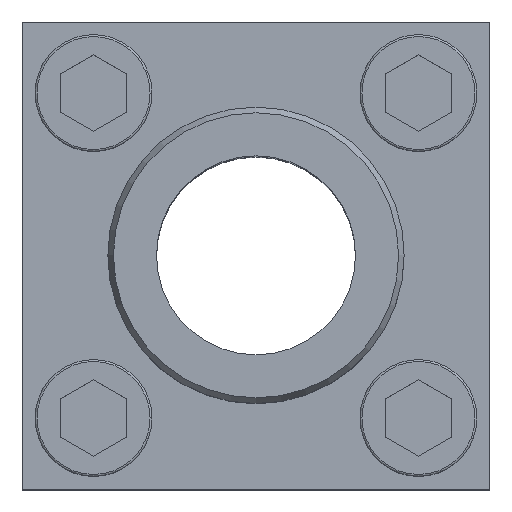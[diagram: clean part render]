
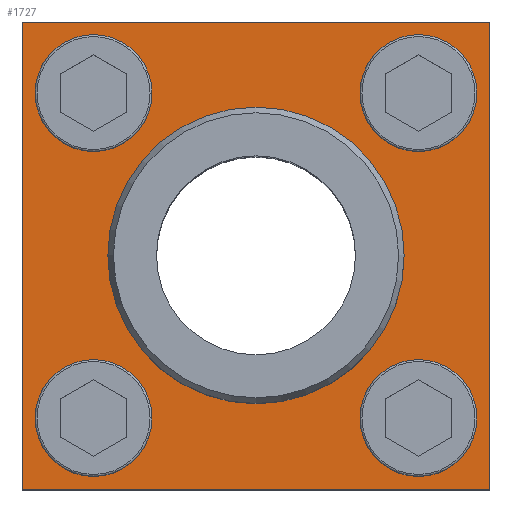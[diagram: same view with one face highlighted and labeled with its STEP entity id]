
A CAD part, top view. The second image highlights one B-rep face of the part: STEP entity #1727.
In plain terms, the highlighted planar face has unit normal (0, 0, 1).
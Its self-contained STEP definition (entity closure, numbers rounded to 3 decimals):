
#32=LINE('',#2548,#200);
#33=LINE('',#2551,#201);
#34=LINE('',#2553,#202);
#35=LINE('',#2555,#203);
#200=VECTOR('',#2041,1000.);
#201=VECTOR('',#2042,1000.);
#202=VECTOR('',#2043,1000.);
#203=VECTOR('',#2044,1000.);
#368=PLANE('',#1858);
#453=ORIENTED_EDGE('',*,*,#897,.T.);
#454=ORIENTED_EDGE('',*,*,#898,.T.);
#455=ORIENTED_EDGE('',*,*,#899,.F.);
#456=ORIENTED_EDGE('',*,*,#900,.T.);
#457=ORIENTED_EDGE('',*,*,#901,.T.);
#458=ORIENTED_EDGE('',*,*,#902,.T.);
#459=ORIENTED_EDGE('',*,*,#903,.T.);
#460=ORIENTED_EDGE('',*,*,#904,.T.);
#461=ORIENTED_EDGE('',*,*,#905,.T.);
#897=EDGE_CURVE('',#1119,#1119,#1285,.T.);
#898=EDGE_CURVE('',#1120,#1120,#1286,.T.);
#899=EDGE_CURVE('',#1121,#1121,#1287,.T.);
#900=EDGE_CURVE('',#1122,#1123,#32,.T.);
#901=EDGE_CURVE('',#1123,#1124,#33,.T.);
#902=EDGE_CURVE('',#1124,#1125,#34,.T.);
#903=EDGE_CURVE('',#1125,#1122,#35,.T.);
#904=EDGE_CURVE('',#1126,#1126,#1288,.T.);
#905=EDGE_CURVE('',#1127,#1127,#1289,.T.);
#1119=VERTEX_POINT('',#2543);
#1120=VERTEX_POINT('',#2545);
#1121=VERTEX_POINT('',#2547);
#1122=VERTEX_POINT('',#2549);
#1123=VERTEX_POINT('',#2550);
#1124=VERTEX_POINT('',#2552);
#1125=VERTEX_POINT('',#2554);
#1126=VERTEX_POINT('',#2557);
#1127=VERTEX_POINT('',#2559);
#1285=CIRCLE('',#1859,15.);
#1286=CIRCLE('',#1860,15.);
#1287=CIRCLE('',#1861,38.05);
#1288=CIRCLE('',#1862,15.);
#1289=CIRCLE('',#1863,15.);
#1339=EDGE_LOOP('',(#453));
#1340=EDGE_LOOP('',(#454));
#1341=EDGE_LOOP('',(#455));
#1342=EDGE_LOOP('',(#456,#457,#458,#459));
#1343=EDGE_LOOP('',(#460));
#1344=EDGE_LOOP('',(#461));
#1523=FACE_BOUND('',#1339,.T.);
#1524=FACE_BOUND('',#1340,.T.);
#1525=FACE_BOUND('',#1341,.T.);
#1526=FACE_BOUND('',#1342,.T.);
#1527=FACE_BOUND('',#1343,.T.);
#1528=FACE_BOUND('',#1344,.T.);
#1727=ADVANCED_FACE('',(#1523,#1524,#1525,#1526,#1527,#1528),#368,.T.);
#1858=AXIS2_PLACEMENT_3D('',#2541,#2033,#2034);
#1859=AXIS2_PLACEMENT_3D('',#2542,#2035,#2036);
#1860=AXIS2_PLACEMENT_3D('',#2544,#2037,#2038);
#1861=AXIS2_PLACEMENT_3D('',#2546,#2039,#2040);
#1862=AXIS2_PLACEMENT_3D('',#2556,#2045,#2046);
#1863=AXIS2_PLACEMENT_3D('',#2558,#2047,#2048);
#2033=DIRECTION('',(0.,0.,1.));
#2034=DIRECTION('',(1.,0.,0.));
#2035=DIRECTION('',(0.,0.,-1.));
#2036=DIRECTION('',(-1.,0.,0.));
#2037=DIRECTION('',(0.,0.,-1.));
#2038=DIRECTION('',(-1.,0.,0.));
#2039=DIRECTION('',(0.,0.,1.));
#2040=DIRECTION('',(1.,0.,0.));
#2041=DIRECTION('',(0.,-1.,0.));
#2042=DIRECTION('',(1.,0.,0.));
#2043=DIRECTION('',(0.,1.,0.));
#2044=DIRECTION('',(-1.,0.,0.));
#2045=DIRECTION('',(0.,0.,-1.));
#2046=DIRECTION('',(-1.,0.,0.));
#2047=DIRECTION('',(0.,0.,-1.));
#2048=DIRECTION('',(-1.,0.,0.));
#2541=CARTESIAN_POINT('',(0.,0.,52.));
#2542=CARTESIAN_POINT('',(-41.719,-41.719,52.));
#2543=CARTESIAN_POINT('',(-56.719,-41.719,52.));
#2544=CARTESIAN_POINT('',(41.719,41.719,52.));
#2545=CARTESIAN_POINT('',(26.719,41.719,52.));
#2546=CARTESIAN_POINT('',(0.,0.,52.));
#2547=CARTESIAN_POINT('',(38.05,0.,52.));
#2548=CARTESIAN_POINT('',(-60.,60.,52.));
#2549=CARTESIAN_POINT('',(-60.,60.,52.));
#2550=CARTESIAN_POINT('',(-60.,-60.,52.));
#2551=CARTESIAN_POINT('',(-60.,-60.,52.));
#2552=CARTESIAN_POINT('',(60.,-60.,52.));
#2553=CARTESIAN_POINT('',(60.,-60.,52.));
#2554=CARTESIAN_POINT('',(60.,60.,52.));
#2555=CARTESIAN_POINT('',(60.,60.,52.));
#2556=CARTESIAN_POINT('',(-41.719,41.719,52.));
#2557=CARTESIAN_POINT('',(-56.719,41.719,52.));
#2558=CARTESIAN_POINT('',(41.719,-41.719,52.));
#2559=CARTESIAN_POINT('',(26.719,-41.719,52.));
